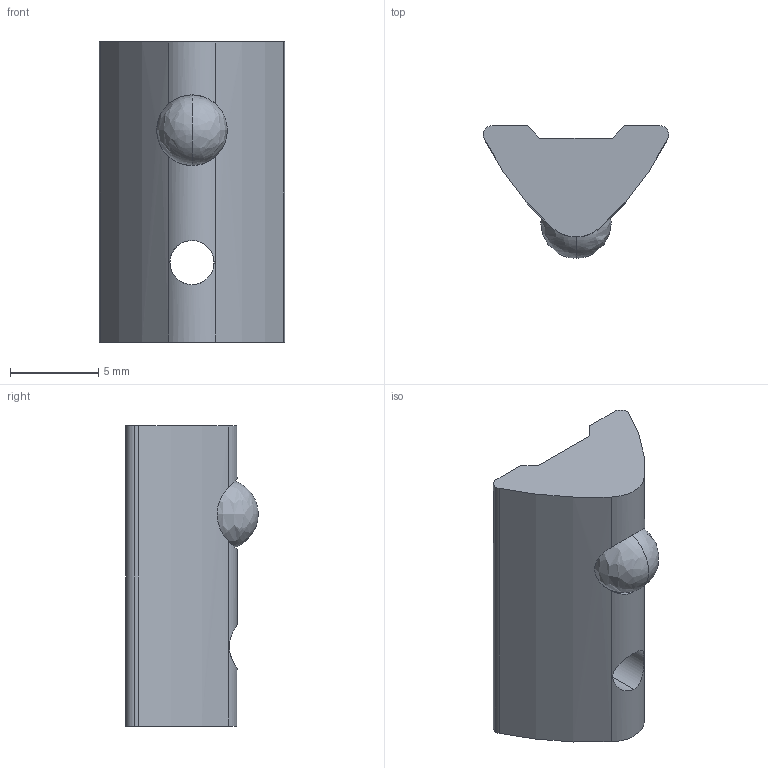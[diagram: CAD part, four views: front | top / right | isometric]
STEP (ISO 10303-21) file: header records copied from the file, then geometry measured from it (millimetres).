
FILE_DESCRIPTION (( 'STEP AP214' ), '1' );
FILE_NAME ('FIXE06E1204-Ecrou 6 St M3.step', '2023-03-24T09:59:32', ( 'Altae' ), ( '' ), 'SwSTEP 2.0', 'SolidWorks 2021', '' );
FILE_SCHEMA (( 'AUTOMOTIVE_DESIGN' ));
Length unit declared in the file: millimetre
Products named in the file (1): FIXE06E1204-Ecrou 6 St M3
Bounding box: 10.5 x 7.5 x 17 mm (x, y, z)
Volume: 637.1 mm3; surface area: 696.8 mm2
Topology: 2 solids, 2 shells, 21 faces, 57 edges, 36 vertices
Faces by surface type: cylinder 11, plane 8, bspline 2
Entity records: 780 total; most frequent: CARTESIAN_POINT 231, ORIENTED_EDGE 106, DIRECTION 103, EDGE_CURVE 53, AXIS2_PLACEMENT_3D 38, VERTEX_POINT 36, LINE 27, VECTOR 27
